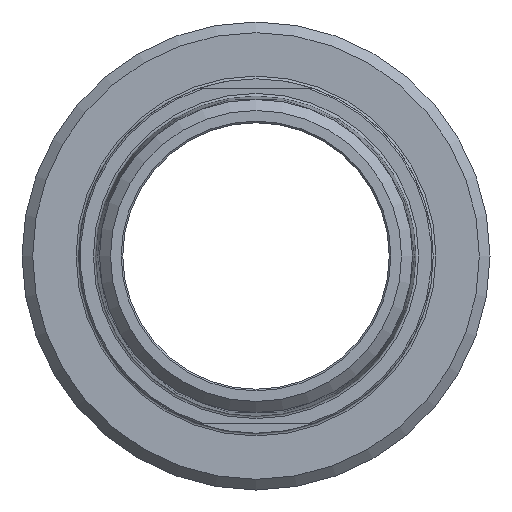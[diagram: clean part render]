
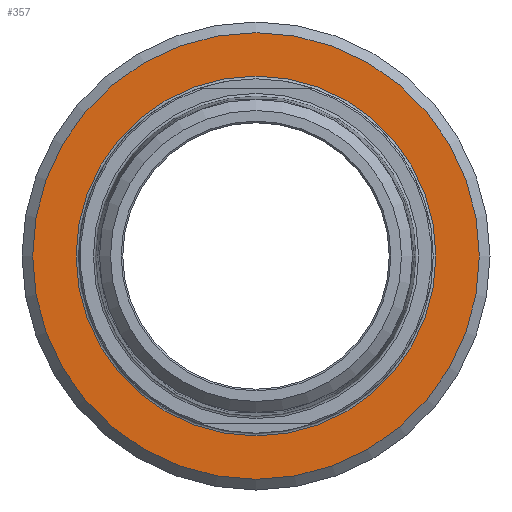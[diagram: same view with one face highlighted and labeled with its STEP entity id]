
A CAD part, left-side view. The second image highlights one B-rep face of the part: STEP entity #357.
In plain terms, the highlighted planar face has unit normal (-1, 0, 0).
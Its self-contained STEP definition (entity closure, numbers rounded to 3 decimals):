
#20=FACE_BOUND('',#77,.T.);
#52=FACE_OUTER_BOUND('',#76,.T.);
#76=EDGE_LOOP('',(#310));
#77=EDGE_LOOP('',(#311));
#140=CIRCLE('',#422,33.75);
#141=CIRCLE('',#424,41.9);
#174=VERTEX_POINT('',#647);
#175=VERTEX_POINT('',#651);
#221=EDGE_CURVE('',#174,#174,#140,.T.);
#222=EDGE_CURVE('',#175,#175,#141,.T.);
#310=ORIENTED_EDGE('',*,*,#222,.F.);
#311=ORIENTED_EDGE('',*,*,#221,.F.);
#340=PLANE('',#423);
#357=ADVANCED_FACE('',(#52,#20),#340,.T.);
#422=AXIS2_PLACEMENT_3D('',#649,#528,#529);
#423=AXIS2_PLACEMENT_3D('',#650,#530,#531);
#424=AXIS2_PLACEMENT_3D('',#652,#532,#533);
#528=DIRECTION('center_axis',(-1.,0.,0.));
#529=DIRECTION('ref_axis',(0.,-1.,0.));
#530=DIRECTION('center_axis',(-1.,0.,0.));
#531=DIRECTION('ref_axis',(0.,0.,1.));
#532=DIRECTION('center_axis',(1.,0.,0.));
#533=DIRECTION('ref_axis',(0.,-1.,0.));
#647=CARTESIAN_POINT('',(-24.,0.,33.75));
#649=CARTESIAN_POINT('Origin',(-24.,0.,0.));
#650=CARTESIAN_POINT('Origin',(-24.,43.9,0.));
#651=CARTESIAN_POINT('',(-24.,41.9,0.));
#652=CARTESIAN_POINT('Origin',(-24.,0.,0.));
